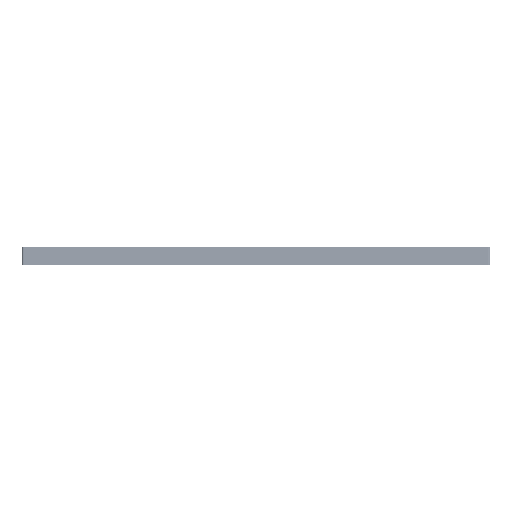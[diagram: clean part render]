
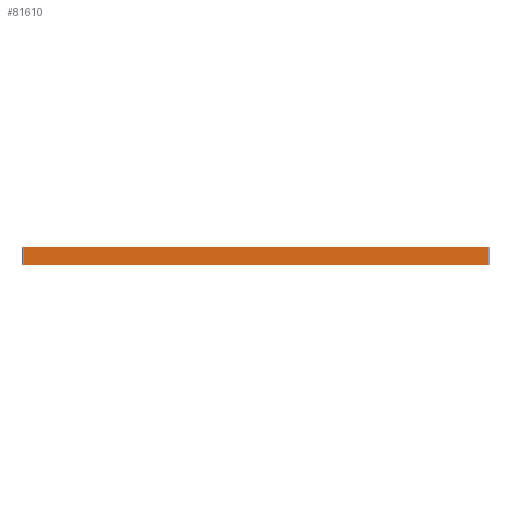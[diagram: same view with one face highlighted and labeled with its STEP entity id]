
A CAD part, left-side view. The second image highlights one B-rep face of the part: STEP entity #81610.
In plain terms, the highlighted planar face has unit normal (-1, 0, 0).
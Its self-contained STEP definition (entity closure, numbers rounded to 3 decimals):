
#7066=PLANE('',#93514);
#11290=FACE_OUTER_BOUND('',#21445,.T.);
#21445=EDGE_LOOP('',(#70166,#70167,#70168,#70169));
#24087=LINE('',#132402,#27518);
#24102=LINE('',#134122,#27533);
#24947=LINE('',#141652,#28378);
#24948=LINE('',#141654,#28379);
#27518=VECTOR('',#107902,0.394);
#27533=VECTOR('',#109615,0.394);
#28378=VECTOR('',#118820,0.394);
#28379=VECTOR('',#118823,0.394);
#39350=VERTEX_POINT('',#132399);
#39351=VERTEX_POINT('',#132401);
#40206=VERTEX_POINT('',#134119);
#40207=VERTEX_POINT('',#134121);
#47964=EDGE_CURVE('',#39350,#39351,#24087,.T.);
#48824=EDGE_CURVE('',#40206,#40207,#24102,.T.);
#52173=EDGE_CURVE('',#40207,#39350,#24947,.T.);
#52174=EDGE_CURVE('',#39351,#40206,#24948,.T.);
#70166=ORIENTED_EDGE('',*,*,#52173,.F.);
#70167=ORIENTED_EDGE('',*,*,#48824,.F.);
#70168=ORIENTED_EDGE('',*,*,#52174,.F.);
#70169=ORIENTED_EDGE('',*,*,#47964,.F.);
#81610=ADVANCED_FACE('',(#11290),#7066,.T.);
#93514=AXIS2_PLACEMENT_3D('',#141653,#118821,#118822);
#107902=DIRECTION('',(0.,0.,1.));
#109615=DIRECTION('',(0.,0.,-1.));
#118820=DIRECTION('',(0.,1.,0.));
#118821=DIRECTION('center_axis',(-1.,0.,0.));
#118822=DIRECTION('ref_axis',(0.,0.,-1.));
#118823=DIRECTION('',(0.,-1.,0.));
#132399=CARTESIAN_POINT('',(-28.,0.225,-11.921));
#132401=CARTESIAN_POINT('',(-28.,0.225,11.921));
#132402=CARTESIAN_POINT('',(-28.,0.225,-12.));
#134119=CARTESIAN_POINT('',(-28.,-0.725,11.921));
#134121=CARTESIAN_POINT('',(-28.,-0.725,-11.921));
#134122=CARTESIAN_POINT('',(-28.,-0.725,-12.));
#141652=CARTESIAN_POINT('',(-28.,0.125,-11.921));
#141653=CARTESIAN_POINT('Origin',(-28.,0.125,12.));
#141654=CARTESIAN_POINT('',(-28.,0.125,11.921));
